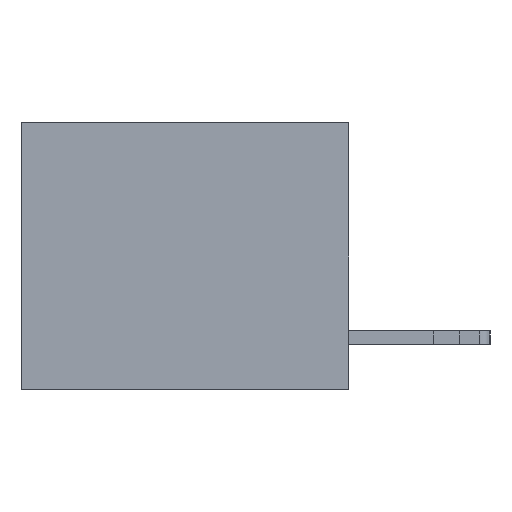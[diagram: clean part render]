
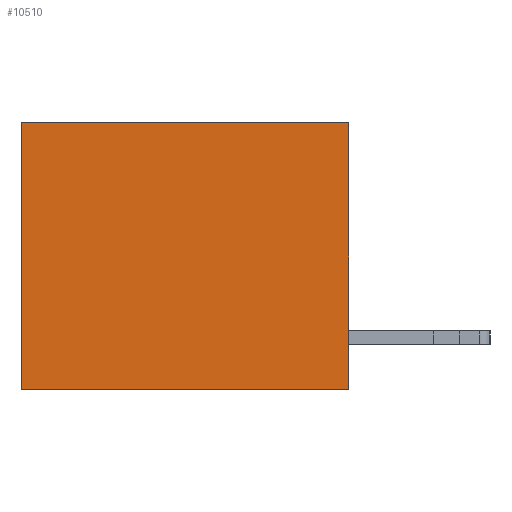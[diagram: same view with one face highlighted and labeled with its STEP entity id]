
A CAD part, left-side view. The second image highlights one B-rep face of the part: STEP entity #10510.
In plain terms, the highlighted planar face has unit normal (-1, 0, 0).
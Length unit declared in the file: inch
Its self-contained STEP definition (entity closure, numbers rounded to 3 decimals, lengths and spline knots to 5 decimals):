
#1332 = DIRECTION ( 'NONE',  ( 0., 1., 0. ) ) ;
#1662 = EDGE_CURVE ( 'NONE', #1888, #4233, #15184, .T. ) ;
#1783 = LINE ( 'NONE', #13446, #17311 ) ;
#1888 = VERTEX_POINT ( 'NONE', #5002 ) ;
#2080 = DIRECTION ( 'NONE',  ( 1., 0., 0. ) ) ;
#3027 = VECTOR ( 'NONE', #1332, 39.37008 ) ;
#3363 = ORIENTED_EDGE ( 'NONE', *, *, #8824, .F. ) ;
#3671 = VERTEX_POINT ( 'NONE', #12418 ) ;
#3725 = VECTOR ( 'NONE', #9671, 39.37008 ) ;
#4167 = CARTESIAN_POINT ( 'NONE',  ( 0.3165, 0., -0.49 ) ) ;
#4233 = VERTEX_POINT ( 'NONE', #12718 ) ;
#4832 = CARTESIAN_POINT ( 'NONE',  ( 0.3165, 0., -0.49 ) ) ;
#5002 = CARTESIAN_POINT ( 'NONE',  ( 0.3165, 0.6, 0. ) ) ;
#6346 = PLANE ( 'NONE',  #12269 ) ;
#6846 = VERTEX_POINT ( 'NONE', #4167 ) ;
#7056 = LINE ( 'NONE', #17091, #3027 ) ;
#8012 = CARTESIAN_POINT ( 'NONE',  ( 0.3165, 0., -0.49 ) ) ;
#8133 = DIRECTION ( 'NONE',  ( 0., 0., -1. ) ) ;
#8824 = EDGE_CURVE ( 'NONE', #3671, #6846, #15321, .T. ) ;
#9023 = DIRECTION ( 'NONE',  ( 0., 1., 0. ) ) ;
#9593 = ORIENTED_EDGE ( 'NONE', *, *, #14864, .T. ) ;
#9671 = DIRECTION ( 'NONE',  ( 0., 0., -1. ) ) ;
#9965 = EDGE_LOOP ( 'NONE', ( #17780, #18336, #3363, #9593 ) ) ;
#10510 = ADVANCED_FACE ( 'NONE', ( #13252 ), #6346, .F. ) ;
#12139 = DIRECTION ( 'NONE',  ( 0., 0., -1. ) ) ;
#12269 = AXIS2_PLACEMENT_3D ( 'NONE', #4832, #2080, #12139 ) ;
#12418 = CARTESIAN_POINT ( 'NONE',  ( 0.3165, 0., 0. ) ) ;
#12718 = CARTESIAN_POINT ( 'NONE',  ( 0.3165, 0.6, -0.49 ) ) ;
#13252 = FACE_OUTER_BOUND ( 'NONE', #9965, .T. ) ;
#13446 = CARTESIAN_POINT ( 'NONE',  ( 0.3165, 0., 0. ) ) ;
#14864 = EDGE_CURVE ( 'NONE', #3671, #1888, #1783, .T. ) ;
#15184 = LINE ( 'NONE', #16948, #3725 ) ;
#15321 = LINE ( 'NONE', #8012, #16446 ) ;
#16446 = VECTOR ( 'NONE', #8133, 39.37008 ) ;
#16948 = CARTESIAN_POINT ( 'NONE',  ( 0.3165, 0.6, -0.49 ) ) ;
#17091 = CARTESIAN_POINT ( 'NONE',  ( 0.3165, 0., -0.49 ) ) ;
#17311 = VECTOR ( 'NONE', #9023, 39.37008 ) ;
#17780 = ORIENTED_EDGE ( 'NONE', *, *, #1662, .T. ) ;
#18231 = EDGE_CURVE ( 'NONE', #6846, #4233, #7056, .T. ) ;
#18336 = ORIENTED_EDGE ( 'NONE', *, *, #18231, .F. ) ;
